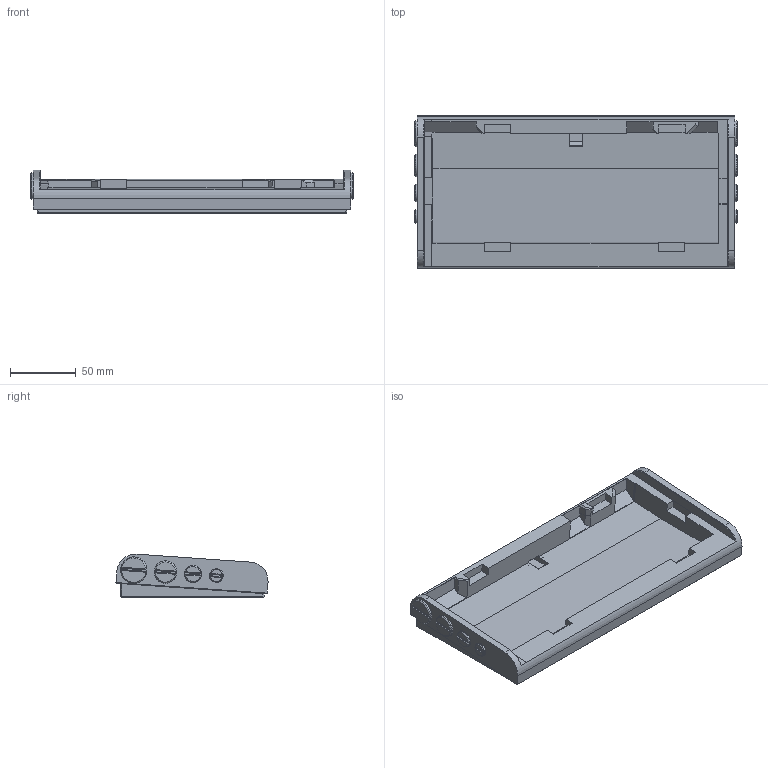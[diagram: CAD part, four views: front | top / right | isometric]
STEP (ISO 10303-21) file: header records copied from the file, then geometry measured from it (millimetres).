
FILE_DESCRIPTION(/* description */ ('','CAx-IF Rec.Pracs.---Representation and Presentation of Product Manufacturing Information (PMI)---4.0---2014-10-13'),/* implementation_level */ '2;1');
FILE_NAME(/* name */ 'grAIl_bottom_final.step',/* time_stamp */ '2025-02-13T15:47:40+01:00',/* author */ (''),/* organization */ (''),/* preprocessor_version */ 'ST-DEVELOPER v20',/* originating_system */ 'Autodesk Translation Framework v13.20.0.188',/* authorisation */ '');
FILE_SCHEMA (('AP242_MANAGED_MODEL_BASED_3D_ENGINEERING_MIM_LF { 1 0 10303 442 1 1 4 }'));
Length unit declared in the file: millimetre
Products named in the file (2): grAIl; lower corrected 2
Assembly tree (1 placements, depth 2):
  grAIl
    lower corrected 2
Bounding box: 244.81 x 115.36 x 33.08 mm (x, y, z)
Volume: 300023.2 mm3; surface area: 85219.8 mm2
Topology: 1 solids, 1 shells, 629 faces, 1600 edges, 997 vertices
Faces by surface type: bspline 324, plane 267, cone 22, cylinder 16
Full cylindrical faces by diameter (mm): 1.7 x2, 10 x4, 10.419 x2, 12.972 x2, 16.932 x2, 20 x2
Entity records: 28075 total; most frequent: CARTESIAN_POINT 15305, ORIENTED_EDGE 3200, EDGE_CURVE 1600, DIRECTION 1592, VERTEX_POINT 997, LINE 780, VECTOR 780, B_SPLINE_CURVE_WITH_KNOTS 686
